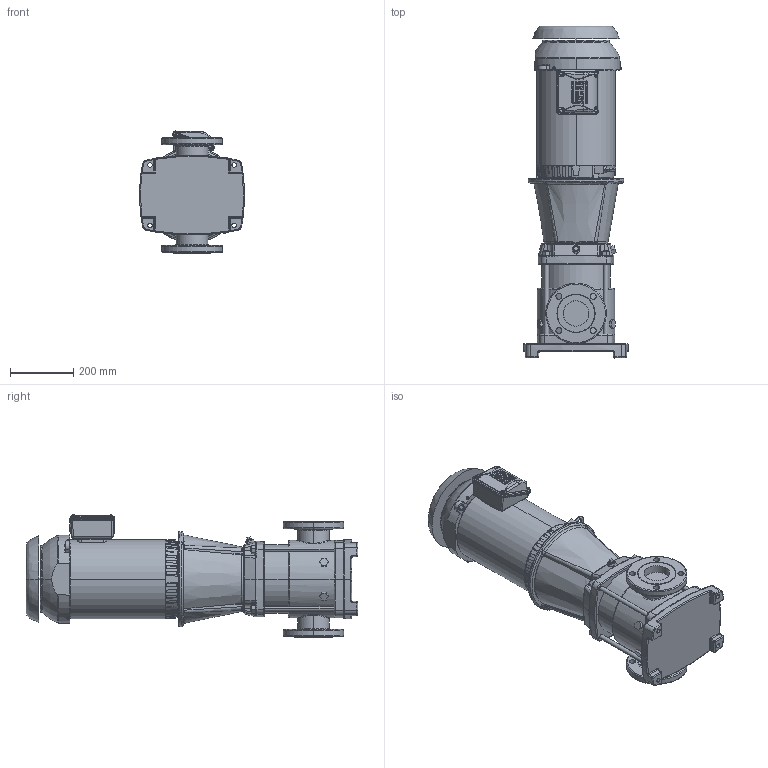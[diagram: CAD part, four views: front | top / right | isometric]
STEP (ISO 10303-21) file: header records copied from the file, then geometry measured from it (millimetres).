
FILE_DESCRIPTION (( 'STEP AP203' ), '1' );
FILE_NAME ('3303114 - MVI-225-1-7.5 HP-213TC-304-E-230_460~3.step', '2022-03-30T19:00:07', ( '' ), ( '' ), 'SwSTEP 2.0', 'SolidWorks 2021', '' );
FILE_SCHEMA (( 'CONFIG_CONTROL_DESIGN' ));
Length unit declared in the file: inch
Products named in the file (5): 3303114 - MVI-225-1-7.5 HP-213TC-304-E-230_460~3; TEFC MOTOR_2700096 - NEMA V2 7.5 HP 213_5TC 208-230_460~3 TEFC; MVI PEO - [304-EPDM]_3304114 - MVI-225-1-7.5 HP-213TC-304-E-S; sbi_n_45-1_flange(NEMA); 2700096 - NEMA V2 7.5 HP 213_5TC 208-230_460~3 TEFC
Assembly tree (4 placements, depth 3):
  3303114 - MVI-225-1-7.5 HP-213TC-304-E-230_460~3
    MVI PEO - [304-EPDM]_3304114 - MVI-225-1-7.5 HP-213TC-304-E-S
      sbi_n_45-1_flange(NEMA)
    TEFC MOTOR_2700096 - NEMA V2 7.5 HP 213_5TC 208-230_460~3 TEFC
      2700096 - NEMA V2 7.5 HP 213_5TC 208-230_460~3 TEFC
Bounding box: 329.74 x 1045.51 x 385.02 mm (x, y, z)
Volume: 52132753.9 mm3; surface area: 1847094.8 mm2
Topology: 21 solids, 37 shells, 3736 faces, 9757 edges, 6366 vertices
Faces by surface type: plane 1818, cylinder 1390, bspline 264, cone 158, torus 100, sphere 6
Entity records: 145172 total; most frequent: CARTESIAN_POINT 54135, ORIENTED_EDGE 19454, DIRECTION 18274, EDGE_CURVE 9727, AXIS2_PLACEMENT_3D 6483, VERTEX_POINT 6364, VECTOR 5308, LINE 5308
